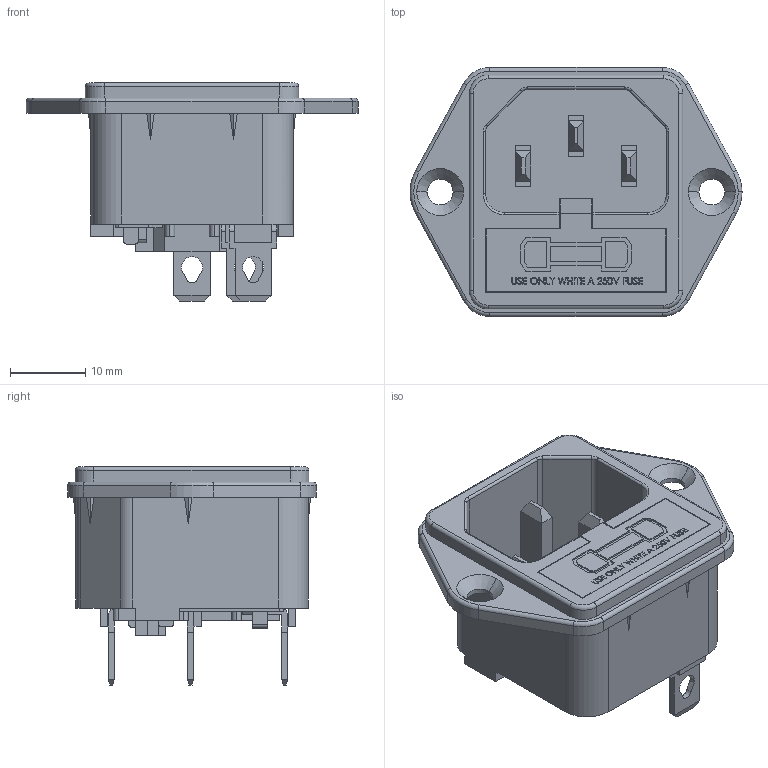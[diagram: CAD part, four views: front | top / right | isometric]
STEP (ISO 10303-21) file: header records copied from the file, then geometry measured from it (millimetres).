
FILE_DESCRIPTION (( 'STEP AP214' ), '1' );
FILE_NAME ('RF-2004-C.STEP', '2018-04-28T00:46:26', ( '' ), ( '' ), 'SwSTEP 2.0', 'SolidWorks 2016', '' );
FILE_SCHEMA (( 'AUTOMOTIVE_DESIGN' ));
Length unit declared in the file: millimetre
Products named in the file (9): SS7B1_002_20; SS7B1_001_20; RF2004C; RF-2004-C; RF2004A1; RF2004_003_20; RF2004_003_08; RF2004-001-0.8; RF2004_002_08
Assembly tree (13 placements, depth 2):
  RF-2004-C
    RF2004C
    SS7B1_001_20
    SS7B1_002_20  x2
    RF2004_002_08
    RF2004-001-0.8  x3
    RF2004_003_08  x2
    RF2004_003_20  x2
    RF2004A1
Bounding box: 44 x 33 x 28.9 mm (x, y, z)
Volume: 7966.5 mm3; surface area: 11104.2 mm2
Topology: 13 solids, 13 shells, 859 faces, 2316 edges, 1523 vertices
Faces by surface type: plane 626, cylinder 137, bspline 75, torus 17, cone 4
Entity records: 27032 total; most frequent: CARTESIAN_POINT 8711, ORIENTED_EDGE 3900, DIRECTION 3349, EDGE_CURVE 1950, LINE 1579, VECTOR 1579, VERTEX_POINT 1283, AXIS2_PLACEMENT_3D 885
